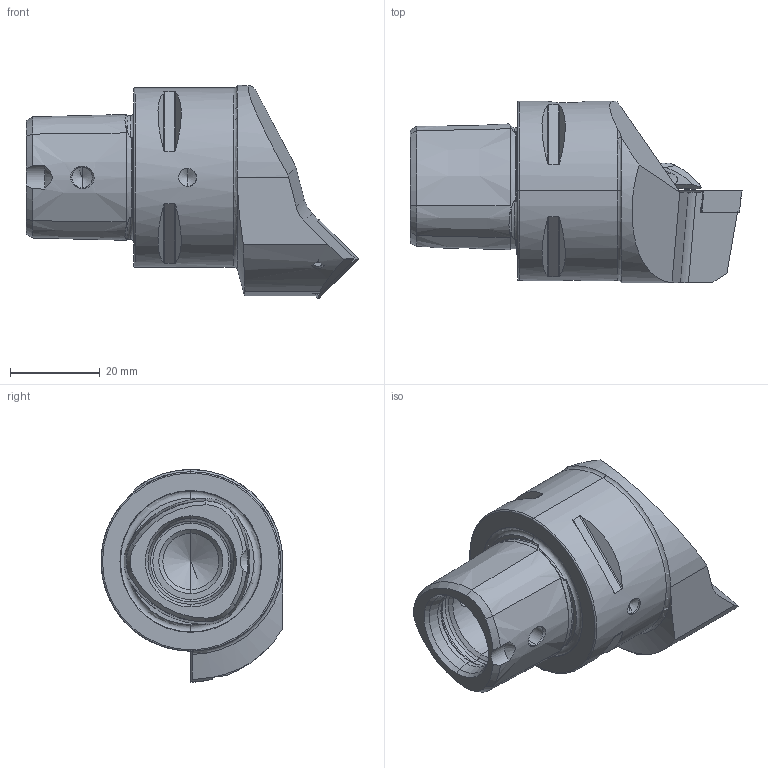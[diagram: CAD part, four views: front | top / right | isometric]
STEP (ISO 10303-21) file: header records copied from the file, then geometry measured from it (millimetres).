
FILE_DESCRIPTION (( 'STEP AP214' ), '1' );
FILE_NAME ('-KS..RSA.050-HP.STEP', '2021-11-09T15:42:29', ( '' ), ( '' ), 'SwSTEP 2.0', 'SolidWorks 2017', '' );
FILE_SCHEMA (( 'AUTOMOTIVE_DESIGN' ));
Length unit declared in the file: millimetre
Products named in the file (11): CHP-ER1.008.011_A; ISO 8752 2x8; DIN 7991 - M5x18; SCMT120404; PS4-KSB.RSA.050-HP_A_fr„sen; -KS..RSA.050-HP; CHP-PCX.000.022_D《e; DIN 3771 - 13x1; DIN 3771 - 6.5x1.5; CHP-PCX.000.022_B; WCC-ER2.001.010_A
Assembly tree (10 placements, depth 3):
  -KS..RSA.050-HP
    PS4-KSB.RSA.050-HP_A_fr„sen
    WCC-ER2.001.010_A
    SCMT120404
    CHP-PCX.000.022_D《e
      DIN 3771 - 13x1
      DIN 3771 - 6.5x1.5
      CHP-PCX.000.022_B
      DIN 7991 - M5x18
    ISO 8752 2x8
    CHP-ER1.008.011_A
Bounding box: 74 x 40.5 x 47.5 mm (x, y, z)
Volume: 47079.4 mm3; surface area: 16537.7 mm2
Topology: 10 solids, 10 shells, 498 faces, 1234 edges, 739 vertices
Faces by surface type: cylinder 136, cone 126, plane 110, torus 76, bspline 50
Entity records: 18928 total; most frequent: CARTESIAN_POINT 7283, ORIENTED_EDGE 2408, DIRECTION 2207, EDGE_CURVE 1204, AXIS2_PLACEMENT_3D 895, VERTEX_POINT 739, EDGE_LOOP 531, ADVANCED_FACE 498
